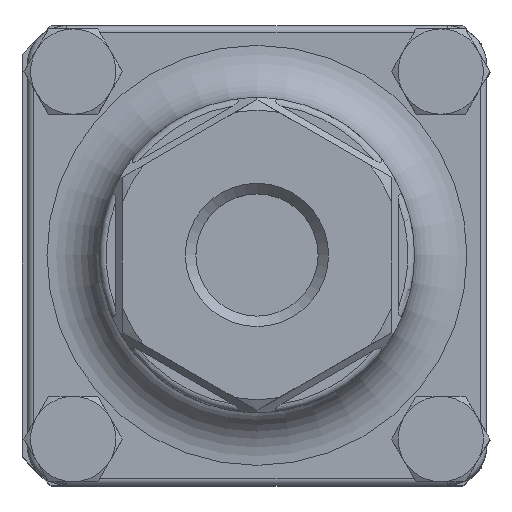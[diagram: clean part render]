
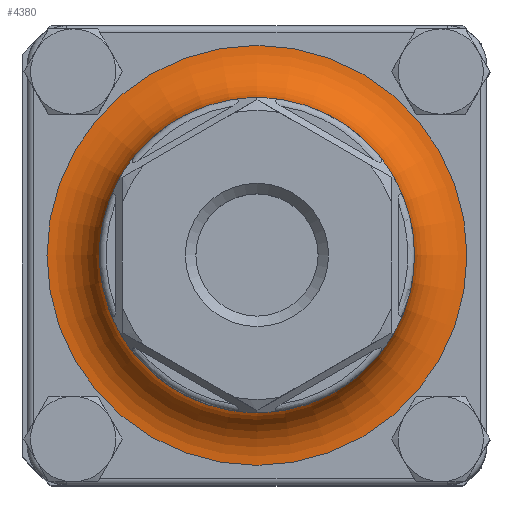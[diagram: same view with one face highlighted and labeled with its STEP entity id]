
A CAD part, top view. The second image highlights one B-rep face of the part: STEP entity #4380.
In plain terms, the highlighted toroidal (fillet/blend) face has major radius 32 mm and minor radius 8 mm.
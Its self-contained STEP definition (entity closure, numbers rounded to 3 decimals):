
#14=TOROIDAL_SURFACE('',#4774,32.,8.);
#1097=CIRCLE('',#4762,24.);
#1098=CIRCLE('',#4763,24.);
#1103=CIRCLE('',#4775,32.);
#1104=CIRCLE('',#4776,8.);
#1452=FACE_OUTER_BOUND('',#1728,.T.);
#1728=EDGE_LOOP('',(#3352,#3353,#3354,#3355,#3356));
#2110=VERTEX_POINT('',#6947);
#2111=VERTEX_POINT('',#6949);
#2121=VERTEX_POINT('',#6972);
#2571=EDGE_CURVE('',#2111,#2110,#1097,.T.);
#2572=EDGE_CURVE('',#2110,#2111,#1098,.T.);
#2583=EDGE_CURVE('',#2121,#2121,#1103,.T.);
#2584=EDGE_CURVE('',#2121,#2111,#1104,.T.);
#3352=ORIENTED_EDGE('',*,*,#2583,.T.);
#3353=ORIENTED_EDGE('',*,*,#2584,.T.);
#3354=ORIENTED_EDGE('',*,*,#2571,.T.);
#3355=ORIENTED_EDGE('',*,*,#2572,.T.);
#3356=ORIENTED_EDGE('',*,*,#2584,.F.);
#4380=ADVANCED_FACE('',(#1452),#14,.F.);
#4762=AXIS2_PLACEMENT_3D('',#6950,#5533,#5534);
#4763=AXIS2_PLACEMENT_3D('',#6951,#5535,#5536);
#4774=AXIS2_PLACEMENT_3D('',#6971,#5557,#5558);
#4775=AXIS2_PLACEMENT_3D('',#6973,#5559,#5560);
#4776=AXIS2_PLACEMENT_3D('',#6974,#5561,#5562);
#5533=DIRECTION('center_axis',(0.,0.,-1.));
#5534=DIRECTION('ref_axis',(-1.,0.,0.));
#5535=DIRECTION('center_axis',(0.,0.,-1.));
#5536=DIRECTION('ref_axis',(-1.,0.,0.));
#5557=DIRECTION('center_axis',(0.,0.,1.));
#5558=DIRECTION('ref_axis',(1.,0.,0.));
#5559=DIRECTION('center_axis',(0.,0.,1.));
#5560=DIRECTION('ref_axis',(-1.,0.,0.));
#5561=DIRECTION('center_axis',(0.,-1.,0.));
#5562=DIRECTION('ref_axis',(-1.,0.,0.));
#6947=CARTESIAN_POINT('',(24.,0.,18.));
#6949=CARTESIAN_POINT('',(-24.,0.,18.));
#6950=CARTESIAN_POINT('Origin',(0.,0.,18.));
#6951=CARTESIAN_POINT('Origin',(0.,0.,18.));
#6971=CARTESIAN_POINT('Origin',(0.,0.,18.));
#6972=CARTESIAN_POINT('',(-32.,0.,10.));
#6973=CARTESIAN_POINT('Origin',(0.,0.,10.));
#6974=CARTESIAN_POINT('Origin',(-32.,0.,18.));
